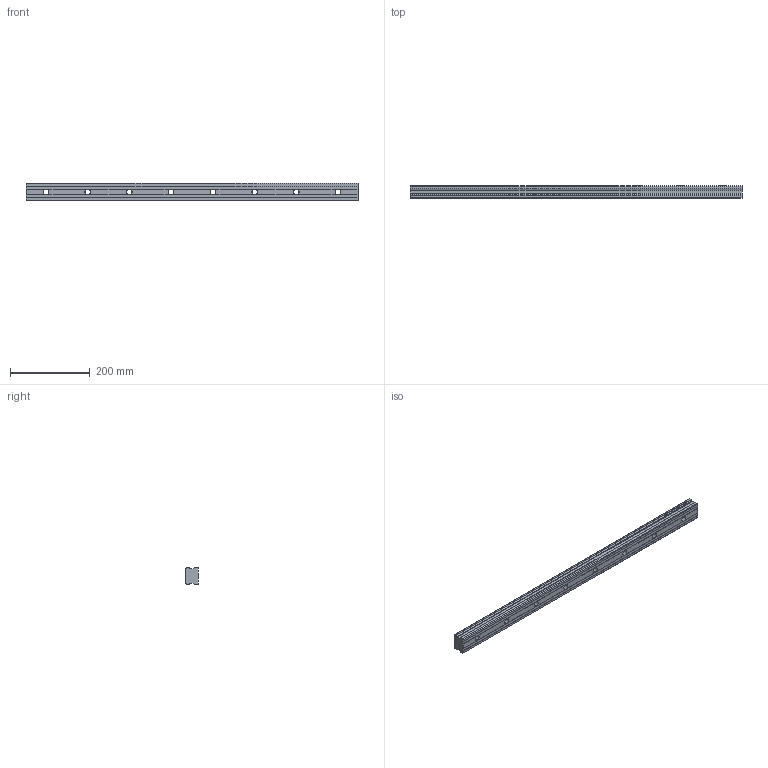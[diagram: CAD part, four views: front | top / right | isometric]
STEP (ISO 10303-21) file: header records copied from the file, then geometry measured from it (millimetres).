
FILE_DESCRIPTION (( 'STEP AP214' ), '1' );
FILE_NAME ('SHS45C1SS-835L_G50_0_B-PT18_347-5_0_0_0_1.STEP', '2021-06-23T11:54:53', ( '' ), ( '' ), 'SwSTEP 2.0', 'SolidWorks 2021', '' );
FILE_SCHEMA (( 'AUTOMOTIVE_DESIGN' ));
Length unit declared in the file: millimetre
Products named in the file (2): _SHS45C83550 Track; SHS45C1SS-835L_G50_0_B-PT18_347-5_0_0_0_1
Assembly tree (1 placements, depth 2):
  SHS45C1SS-835L_G50_0_B-PT18_347-5_0_0_0_1
    _SHS45C83550 Track
Bounding box: 835 x 32 x 45 mm (x, y, z)
Volume: 1042433.6 mm3; surface area: 143943.4 mm2
Topology: 1 solids, 1 shells, 92 faces, 238 edges, 148 vertices
Faces by surface type: cylinder 52, plane 40
Entity records: 2908 total; most frequent: DIRECTION 534, CARTESIAN_POINT 482, ORIENTED_EDGE 476, EDGE_CURVE 238, AXIS2_PLACEMENT_3D 200, VERTEX_POINT 148, VECTOR 134, LINE 134
